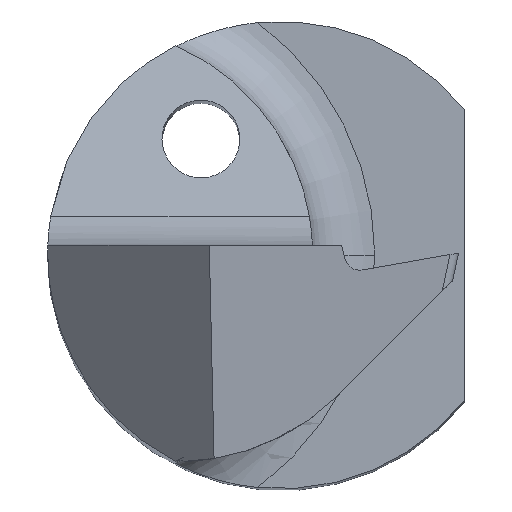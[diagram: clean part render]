
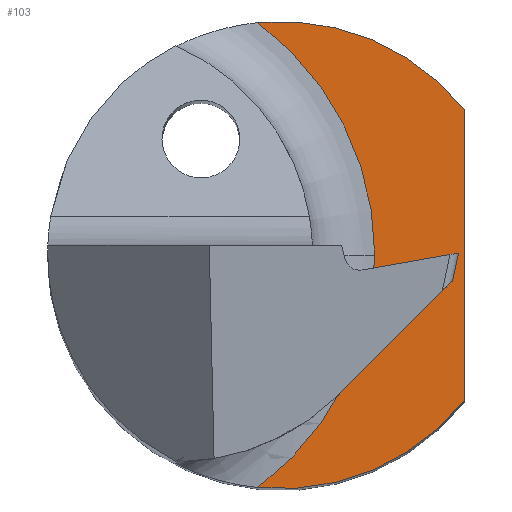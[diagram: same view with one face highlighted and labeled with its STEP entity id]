
A CAD part, top view. The second image highlights one B-rep face of the part: STEP entity #103.
In plain terms, the highlighted planar face has unit normal (0, 0, 1).
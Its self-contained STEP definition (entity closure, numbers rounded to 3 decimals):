
#43 = AXIS2_PLACEMENT_3D ( 'NONE', #500, #419, #190 ) ;
#73 = FACE_OUTER_BOUND ( 'NONE', #153, .T. ) ;
#103 = ADVANCED_FACE ( 'NONE', ( #73 ), #681, .T. ) ;
#104 = CARTESIAN_POINT ( 'NONE',  ( -2.514, 0., 15.005 ) ) ;
#108 = DIRECTION ( 'NONE',  ( 1., 0., 0. ) ) ;
#116 = VERTEX_POINT ( 'NONE', #468 ) ;
#128 = CIRCLE ( 'NONE', #685, 3. ) ;
#131 = EDGE_CURVE ( 'NONE', #116, #225, #595, .T. ) ;
#153 = EDGE_LOOP ( 'NONE', ( #684, #742, #908, #666, #976 ) ) ;
#178 = CARTESIAN_POINT ( 'NONE',  ( -0.304, -2.985, 15.005 ) ) ;
#190 = DIRECTION ( 'NONE',  ( 1., 0., 0. ) ) ;
#196 = DIRECTION ( 'NONE',  ( 0., 0., 1. ) ) ;
#225 = VERTEX_POINT ( 'NONE', #178 ) ;
#262 = DIRECTION ( 'NONE',  ( 0., 0., -1. ) ) ;
#271 = LINE ( 'NONE', #351, #429 ) ;
#287 = CARTESIAN_POINT ( 'NONE',  ( 2.35, 1.865, 15.005 ) ) ;
#317 = CARTESIAN_POINT ( 'NONE',  ( -2.514, 0., 15.005 ) ) ;
#330 = EDGE_CURVE ( 'NONE', #555, #692, #271, .T. ) ;
#351 = CARTESIAN_POINT ( 'NONE',  ( 2.35, 1.865, 15.005 ) ) ;
#383 = CARTESIAN_POINT ( 'NONE',  ( -0.402, -0.122, 15.005 ) ) ;
#403 = AXIS2_PLACEMENT_3D ( 'NONE', #383, #925, #613 ) ;
#416 = DIRECTION ( 'NONE',  ( 1., 0., 0. ) ) ;
#419 = DIRECTION ( 'NONE',  ( 0., 0., 1. ) ) ;
#429 = VECTOR ( 'NONE', #947, 1000. ) ;
#437 = CIRCLE ( 'NONE', #43, 3. ) ;
#448 = VERTEX_POINT ( 'NONE', #506 ) ;
#468 = CARTESIAN_POINT ( 'NONE',  ( 1.2, 0., 15.005 ) ) ;
#496 = EDGE_CURVE ( 'NONE', #225, #555, #437, .T. ) ;
#500 = CARTESIAN_POINT ( 'NONE',  ( 0., 0., 15.005 ) ) ;
#506 = CARTESIAN_POINT ( 'NONE',  ( -0.304, 2.985, 15.005 ) ) ;
#528 = EDGE_CURVE ( 'NONE', #692, #448, #128, .T. ) ;
#555 = VERTEX_POINT ( 'NONE', #650 ) ;
#595 = CIRCLE ( 'NONE', #801, 3.714 ) ;
#600 = EDGE_CURVE ( 'NONE', #448, #116, #824, .T. ) ;
#613 = DIRECTION ( 'NONE',  ( 1., 0., 0. ) ) ;
#631 = DIRECTION ( 'NONE',  ( 0., 0., -1. ) ) ;
#650 = CARTESIAN_POINT ( 'NONE',  ( 2.35, -1.865, 15.005 ) ) ;
#666 = ORIENTED_EDGE ( 'NONE', *, *, #496, .T. ) ;
#681 = PLANE ( 'NONE',  #403 ) ;
#684 = ORIENTED_EDGE ( 'NONE', *, *, #528, .T. ) ;
#685 = AXIS2_PLACEMENT_3D ( 'NONE', #957, #196, #108 ) ;
#692 = VERTEX_POINT ( 'NONE', #287 ) ;
#742 = ORIENTED_EDGE ( 'NONE', *, *, #600, .T. ) ;
#765 = DIRECTION ( 'NONE',  ( 1., 0., 0. ) ) ;
#801 = AXIS2_PLACEMENT_3D ( 'NONE', #317, #631, #765 ) ;
#824 = CIRCLE ( 'NONE', #955, 3.714 ) ;
#908 = ORIENTED_EDGE ( 'NONE', *, *, #131, .T. ) ;
#925 = DIRECTION ( 'NONE',  ( 0., 0., 1. ) ) ;
#947 = DIRECTION ( 'NONE',  ( 0., 1., 0. ) ) ;
#955 = AXIS2_PLACEMENT_3D ( 'NONE', #104, #262, #416 ) ;
#957 = CARTESIAN_POINT ( 'NONE',  ( 0., 0., 15.005 ) ) ;
#976 = ORIENTED_EDGE ( 'NONE', *, *, #330, .T. ) ;
